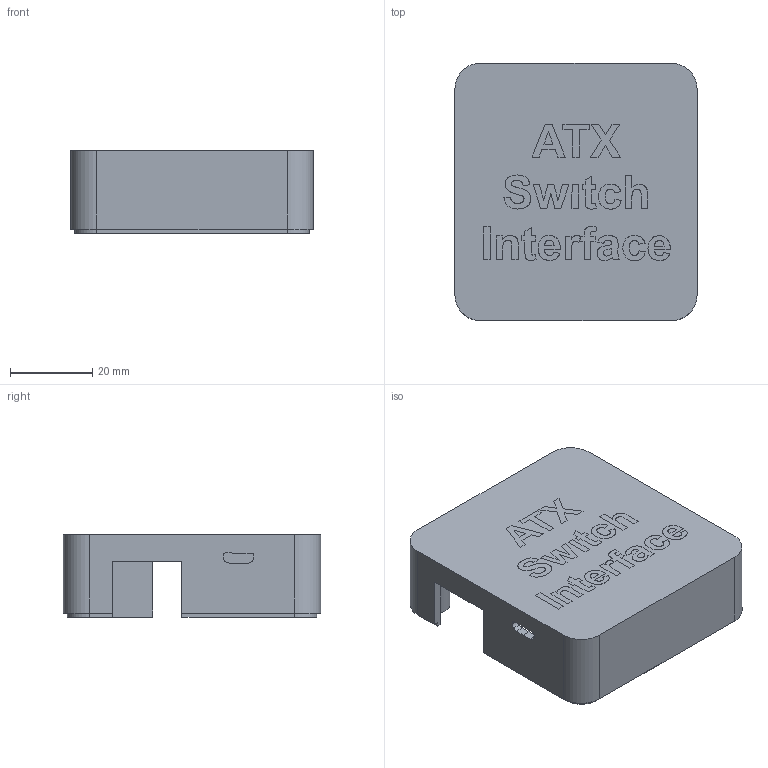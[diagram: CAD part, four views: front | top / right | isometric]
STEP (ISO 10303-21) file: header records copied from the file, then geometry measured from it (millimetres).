
FILE_DESCRIPTION(/* description */ (''),/* implementation_level */ '2;1');
FILE_NAME(/* name */ 'ATX SW Interface box Top v1.step',/* time_stamp */ '2024-09-25T06:56:28+01:00',/* author */ (''),/* organization */ (''),/* preprocessor_version */ 'ST-DEVELOPER v20',/* originating_system */ 'Autodesk Translation Framework v13.20.0.188',/* authorisation */ '');
FILE_SCHEMA (('AUTOMOTIVE_DESIGN { 1 0 10303 214 3 1 1 }'));
Length unit declared in the file: millimetre
Products named in the file (3): ATX SW Interface box v1; Box top v1; Top text
Assembly tree (2 placements, depth 2):
  ATX SW Interface box v1
    Box top v1
    Top text
Bounding box: 58.88 x 62.56 x 20 mm (x, y, z)
Volume: 16086.9 mm3; surface area: 18387.1 mm2
Topology: 18 solids, 18 shells, 746 faces, 2019 edges, 1346 vertices
Faces by surface type: plane 362, bspline 350, cylinder 34
Full cylindrical faces by diameter (mm): 2.5 x4, 3.3 x4, 4.2 x4, 6.5 x4
Entity records: 26616 total; most frequent: CARTESIAN_POINT 10066, ORIENTED_EDGE 4038, DIRECTION 2191, EDGE_CURVE 2019, VERTEX_POINT 1346, LINE 1249, VECTOR 1249, EDGE_LOOP 793
